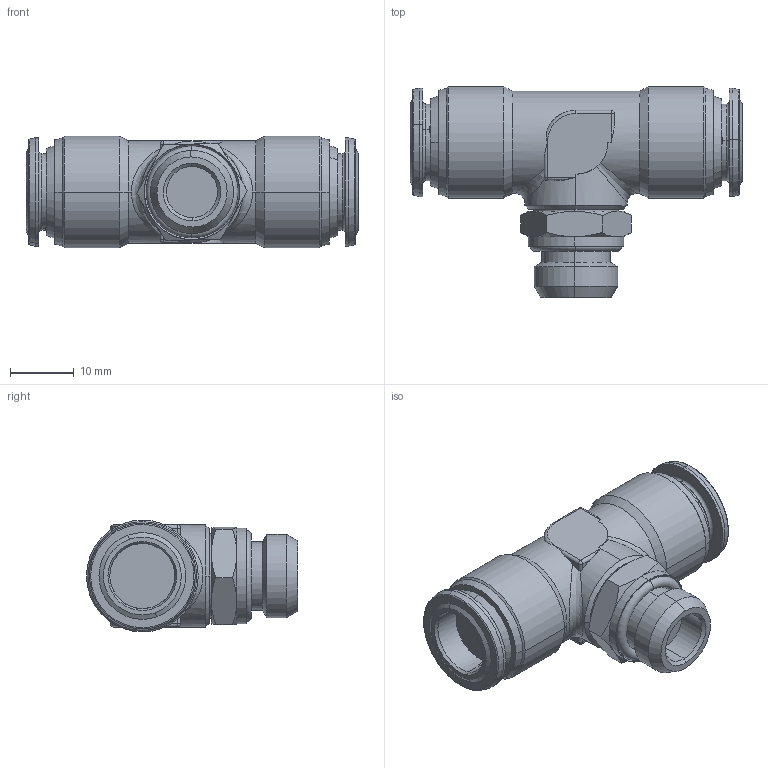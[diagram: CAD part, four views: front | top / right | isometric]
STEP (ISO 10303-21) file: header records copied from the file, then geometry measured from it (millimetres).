
FILE_DESCRIPTION (( 'STEP AP214' ), '1' );
FILE_NAME ('6021500007.step', '2012-10-16T16:34:49', ( '' ), ( '' ), 'SwSTEP 2.0', 'SolidWorks 2012', '' );
FILE_SCHEMA (( 'AUTOMOTIVE_DESIGN' ));
Length unit declared in the file: millimetre
Products named in the file (1): 6021500007
Bounding box: 52 x 33.05 x 17.5 mm (x, y, z)
Volume: 12765.9 mm3; surface area: 5219.1 mm2
Topology: 1 solids, 1 shells, 193 faces, 445 edges, 262 vertices
Faces by surface type: cone 58, cylinder 52, plane 51, torus 26, sphere 4, bspline 2
Entity records: 7912 total; most frequent: CARTESIAN_POINT 1369, DIRECTION 989, ORIENTED_EDGE 882, EDGE_CURVE 441, AXIS2_PLACEMENT_3D 418, VERTEX_POINT 262, CIRCLE 226, EDGE_LOOP 213
